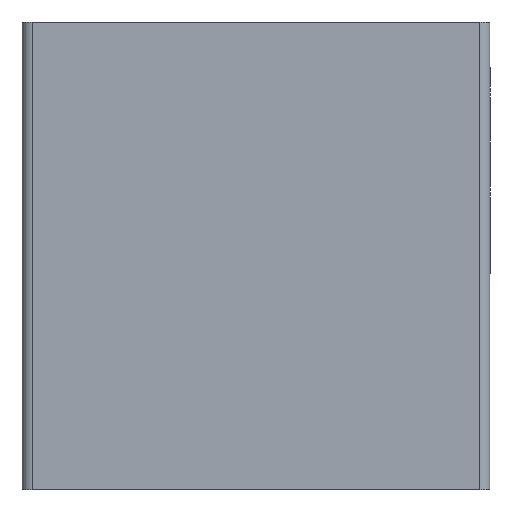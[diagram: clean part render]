
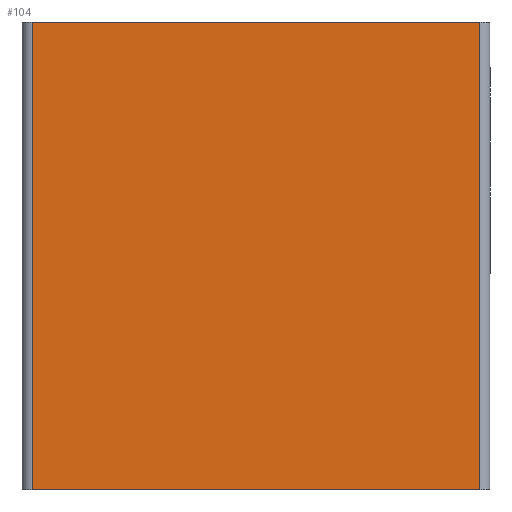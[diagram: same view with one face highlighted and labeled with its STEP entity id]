
A CAD part, front view. The second image highlights one B-rep face of the part: STEP entity #104.
In plain terms, the highlighted planar face has unit normal (0, -1, 0).
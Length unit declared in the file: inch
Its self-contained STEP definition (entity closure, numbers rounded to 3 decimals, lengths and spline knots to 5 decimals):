
#19 = LINE ( 'NONE', #151, #387 ) ;
#35 = EDGE_CURVE ( 'NONE', #340, #295, #573, .T. ) ;
#64 = AXIS2_PLACEMENT_3D ( 'NONE', #95, #363, #580 ) ;
#72 = VERTEX_POINT ( 'NONE', #489 ) ;
#95 = CARTESIAN_POINT ( 'NONE',  ( -1.95, 0., -1.95 ) ) ;
#104 = ADVANCED_FACE ( 'NONE', ( #433 ), #699, .T. ) ;
#140 = LINE ( 'NONE', #567, #174 ) ;
#151 = CARTESIAN_POINT ( 'NONE',  ( -1.95, 0., -1.95 ) ) ;
#174 = VECTOR ( 'NONE', #693, 39.37008 ) ;
#198 = CARTESIAN_POINT ( 'NONE',  ( -1.864, 0., -1.95 ) ) ;
#230 = VERTEX_POINT ( 'NONE', #379 ) ;
#259 = CARTESIAN_POINT ( 'NONE',  ( -1.95, 0., 1.95 ) ) ;
#295 = VERTEX_POINT ( 'NONE', #198 ) ;
#311 = VECTOR ( 'NONE', #533, 39.37008 ) ;
#340 = VERTEX_POINT ( 'NONE', #344 ) ;
#344 = CARTESIAN_POINT ( 'NONE',  ( -1.864, 0., 1.95 ) ) ;
#363 = DIRECTION ( 'NONE',  ( 0., -1., 0. ) ) ;
#365 = ORIENTED_EDGE ( 'NONE', *, *, #813, .T. ) ;
#368 = CARTESIAN_POINT ( 'NONE',  ( -1.864, 0., -1.95 ) ) ;
#379 = CARTESIAN_POINT ( 'NONE',  ( 1.864, 0., -1.95 ) ) ;
#387 = VECTOR ( 'NONE', #551, 39.37008 ) ;
#402 = EDGE_CURVE ( 'NONE', #230, #72, #140, .T. ) ;
#433 = FACE_OUTER_BOUND ( 'NONE', #744, .T. ) ;
#489 = CARTESIAN_POINT ( 'NONE',  ( 1.864, 0., 1.95 ) ) ;
#491 = EDGE_CURVE ( 'NONE', #295, #230, #19, .T. ) ;
#533 = DIRECTION ( 'NONE',  ( -1., 0., 0. ) ) ;
#551 = DIRECTION ( 'NONE',  ( 1., 0., 0. ) ) ;
#567 = CARTESIAN_POINT ( 'NONE',  ( 1.864, 0., -1.95 ) ) ;
#573 = LINE ( 'NONE', #368, #599 ) ;
#580 = DIRECTION ( 'NONE',  ( 0., 0., -1. ) ) ;
#599 = VECTOR ( 'NONE', #766, 39.37008 ) ;
#685 = ORIENTED_EDGE ( 'NONE', *, *, #35, .T. ) ;
#693 = DIRECTION ( 'NONE',  ( 0., 0., 1. ) ) ;
#694 = ORIENTED_EDGE ( 'NONE', *, *, #491, .T. ) ;
#699 = PLANE ( 'NONE',  #64 ) ;
#744 = EDGE_LOOP ( 'NONE', ( #694, #794, #365, #685 ) ) ;
#766 = DIRECTION ( 'NONE',  ( 0., 0., -1. ) ) ;
#794 = ORIENTED_EDGE ( 'NONE', *, *, #402, .T. ) ;
#813 = EDGE_CURVE ( 'NONE', #72, #340, #860, .T. ) ;
#860 = LINE ( 'NONE', #259, #311 ) ;
